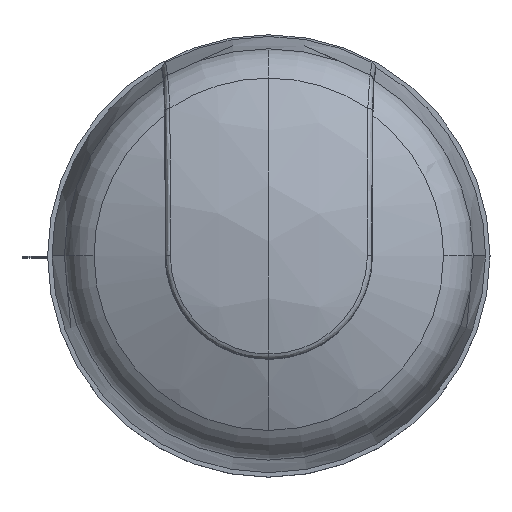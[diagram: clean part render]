
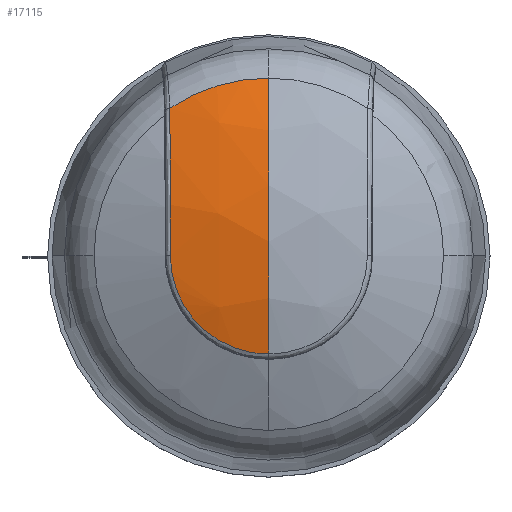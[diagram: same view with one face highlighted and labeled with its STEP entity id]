
A CAD part, top view. The second image highlights one B-rep face of the part: STEP entity #17115.
In plain terms, the highlighted spherical face has radius 43.144 mm.
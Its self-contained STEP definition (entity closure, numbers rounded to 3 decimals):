
#328 = CIRCLE ( 'NONE', #21696, 19.583 ) ;
#656 = ORIENTED_EDGE ( 'NONE', *, *, #1868, .T. ) ;
#1868 = EDGE_CURVE ( 'NONE', #29964, #19048, #5645, .T. ) ;
#2344 = CARTESIAN_POINT ( 'NONE',  ( -4.804, 30.087, 16.273 ) ) ;
#2356 = B_SPLINE_CURVE_WITH_KNOTS ( 'NONE', 3,
 ( #36125, #5499, #5382, #27743, #19699, #24938, #13822, #16616, #16738, #25062, #2813, #22377, #5623, #25192, #8459, #14436, #20681 ),
 .UNSPECIFIED., .F., .F.,
 ( 4, 2, 2, 1, 1, 1, 1, 1, 2, 2, 4 ),
 ( 0., 0.25, 0.375, 0.438, 0.469, 0.484, 0.492, 0.496, 0.498, 0.5, 1. ),
 .UNSPECIFIED. ) ;
#2813 = CARTESIAN_POINT ( 'NONE',  ( -15.676, 38.409, 57.187 ) ) ;
#2819 = CARTESIAN_POINT ( 'NONE',  ( -15.297, 27.275, 58.029 ) ) ;
#3063 = CARTESIAN_POINT ( 'NONE',  ( -14.971, 26.26, 58.029 ) ) ;
#3198 = DIRECTION ( 'NONE',  ( 0., -0.256, 0.967 ) ) ;
#5300 = DIRECTION ( 'NONE',  ( 0., 1., 0. ) ) ;
#5382 = CARTESIAN_POINT ( 'NONE',  ( -15.702, 43.894, 55.694 ) ) ;
#5499 = CARTESIAN_POINT ( 'NONE',  ( -15.71, 45.157, 55.222 ) ) ;
#5623 = CARTESIAN_POINT ( 'NONE',  ( -15.676, 38.351, 57.199 ) ) ;
#5645 = CIRCLE ( 'NONE', #15432, 43.144 ) ;
#6127 = CARTESIAN_POINT ( 'NONE',  ( -7.621, 19.577, 58.029 ) ) ;
#8093 = CARTESIAN_POINT ( 'NONE',  ( -14.562, 25.273, 58.029 ) ) ;
#8220 = CARTESIAN_POINT ( 'NONE',  ( -15.383, 27.62, 58.029 ) ) ;
#8375 = CARTESIAN_POINT ( 'NONE',  ( -4.804, 30.087, 54.717 ) ) ;
#8459 = CARTESIAN_POINT ( 'NONE',  ( -15.667, 35.757, 57.724 ) ) ;
#8717 = CARTESIAN_POINT ( 'NONE',  ( -11.429, 21.456, 58.029 ) ) ;
#9199 = CARTESIAN_POINT ( 'NONE',  ( -10.243, 20.663, 58.029 ) ) ;
#9910 = CARTESIAN_POINT ( 'NONE',  ( -4.804, 19.23, 58.029 ) ) ;
#10374 = CARTESIAN_POINT ( 'NONE',  ( -4.804, 30.087, 16.273 ) ) ;
#10559 = ORIENTED_EDGE ( 'NONE', *, *, #20905, .T. ) ;
#10902 = CARTESIAN_POINT ( 'NONE',  ( -13.435, 23.462, 58.029 ) ) ;
#11126 = CARTESIAN_POINT ( 'NONE',  ( -15.661, 30.087, 58.029 ) ) ;
#11377 = CARTESIAN_POINT ( 'NONE',  ( -15.518, 28.32, 58.029 ) ) ;
#11500 = CARTESIAN_POINT ( 'NONE',  ( -9.618, 20.329, 58.029 ) ) ;
#11875 = CARTESIAN_POINT ( 'NONE',  ( -8.3, 19.783, 58.029 ) ) ;
#11990 = CARTESIAN_POINT ( 'NONE',  ( -11.977, 21.905, 58.029 ) ) ;
#12068 = FACE_OUTER_BOUND ( 'NONE', #28085, .T. ) ;
#12075 = ORIENTED_EDGE ( 'NONE', *, *, #33200, .F. ) ;
#13822 = CARTESIAN_POINT ( 'NONE',  ( -15.68, 39.609, 56.926 ) ) ;
#13947 = CARTESIAN_POINT ( 'NONE',  ( -15.57, 28.672, 58.029 ) ) ;
#14436 = CARTESIAN_POINT ( 'NONE',  ( -15.661, 32.996, 58.029 ) ) ;
#15432 = AXIS2_PLACEMENT_3D ( 'NONE', #10374, #29894, #19034 ) ;
#16387 = B_SPLINE_CURVE_WITH_KNOTS ( 'NONE', 3,
 ( #11126, #36249, #28112, #24941, #13947, #11377, #30917, #8220, #2819, #27749, #3063, #8093, #27985, #10902, #22987, #11990, #8717, #9199, #11500, #11875, #6127, #17112, #34191, #22744 ),
 .UNSPECIFIED., .F., .F.,
 ( 4, 2, 2, 2, 2, 2, 2, 2, 2, 2, 2, 4 ),
 ( 0., 0.063, 0.094, 0.125, 0.188, 0.25, 0.375, 0.5, 0.625, 0.75, 0.875, 1. ),
 .UNSPECIFIED. ) ;
#16616 = CARTESIAN_POINT ( 'NONE',  ( -15.678, 38.972, 57.069 ) ) ;
#16738 = CARTESIAN_POINT ( 'NONE',  ( -15.677, 38.651, 57.137 ) ) ;
#17112 = CARTESIAN_POINT ( 'NONE',  ( -6.223, 19.299, 58.029 ) ) ;
#17115 = ADVANCED_FACE ( 'NONE', ( #12068 ), #26901, .T. ) ;
#17177 = VERTEX_POINT ( 'NONE', #22883 ) ;
#19034 = DIRECTION ( 'NONE',  ( 0., 0., 1. ) ) ;
#19048 = VERTEX_POINT ( 'NONE', #22804 ) ;
#19699 = CARTESIAN_POINT ( 'NONE',  ( -15.687, 41.202, 56.522 ) ) ;
#20087 = DIRECTION ( 'NONE',  ( 1., 0., 0. ) ) ;
#20681 = CARTESIAN_POINT ( 'NONE',  ( -15.661, 30.087, 58.029 ) ) ;
#20905 = EDGE_CURVE ( 'NONE', #17177, #29964, #16387, .T. ) ;
#21696 = AXIS2_PLACEMENT_3D ( 'NONE', #8375, #24982, #5300 ) ;
#22377 = CARTESIAN_POINT ( 'NONE',  ( -15.676, 38.374, 57.194 ) ) ;
#22744 = CARTESIAN_POINT ( 'NONE',  ( -4.804, 19.23, 58.029 ) ) ;
#22804 = CARTESIAN_POINT ( 'NONE',  ( -4.804, 49.67, 54.717 ) ) ;
#22883 = CARTESIAN_POINT ( 'NONE',  ( -15.661, 30.087, 58.029 ) ) ;
#22987 = CARTESIAN_POINT ( 'NONE',  ( -12.986, 22.914, 58.029 ) ) ;
#23252 = ORIENTED_EDGE ( 'NONE', *, *, #33956, .T. ) ;
#24571 = AXIS2_PLACEMENT_3D ( 'NONE', #2344, #20087, #3198 ) ;
#24938 = CARTESIAN_POINT ( 'NONE',  ( -15.683, 40.144, 56.795 ) ) ;
#24941 = CARTESIAN_POINT ( 'NONE',  ( -15.592, 28.848, 58.029 ) ) ;
#24982 = DIRECTION ( 'NONE',  ( 0., 0., -1. ) ) ;
#25062 = CARTESIAN_POINT ( 'NONE',  ( -15.676, 38.49, 57.171 ) ) ;
#25192 = CARTESIAN_POINT ( 'NONE',  ( -15.676, 38.338, 57.202 ) ) ;
#26901 = SPHERICAL_SURFACE ( 'NONE', #24571, 43.144 ) ;
#27743 = CARTESIAN_POINT ( 'NONE',  ( -15.691, 41.889, 56.324 ) ) ;
#27749 = CARTESIAN_POINT ( 'NONE',  ( -15.091, 26.596, 58.029 ) ) ;
#27985 = CARTESIAN_POINT ( 'NONE',  ( -14.227, 24.647, 58.029 ) ) ;
#28085 = EDGE_LOOP ( 'NONE', ( #10559, #656, #12075, #23252 ) ) ;
#28112 = CARTESIAN_POINT ( 'NONE',  ( -15.644, 29.378, 58.029 ) ) ;
#29894 = DIRECTION ( 'NONE',  ( -1., 0., 0. ) ) ;
#29964 = VERTEX_POINT ( 'NONE', #9910 ) ;
#30917 = CARTESIAN_POINT ( 'NONE',  ( -15.487, 28.143, 58.029 ) ) ;
#33200 = EDGE_CURVE ( 'NONE', #36232, #19048, #328, .T. ) ;
#33956 = EDGE_CURVE ( 'NONE', #36232, #17177, #2356, .T. ) ;
#34191 = CARTESIAN_POINT ( 'NONE',  ( -5.517, 19.23, 58.029 ) ) ;
#34199 = CARTESIAN_POINT ( 'NONE',  ( -15.719, 46.346, 54.717 ) ) ;
#36125 = CARTESIAN_POINT ( 'NONE',  ( -15.719, 46.346, 54.717 ) ) ;
#36232 = VERTEX_POINT ( 'NONE', #34199 ) ;
#36249 = CARTESIAN_POINT ( 'NONE',  ( -15.661, 29.732, 58.029 ) ) ;
